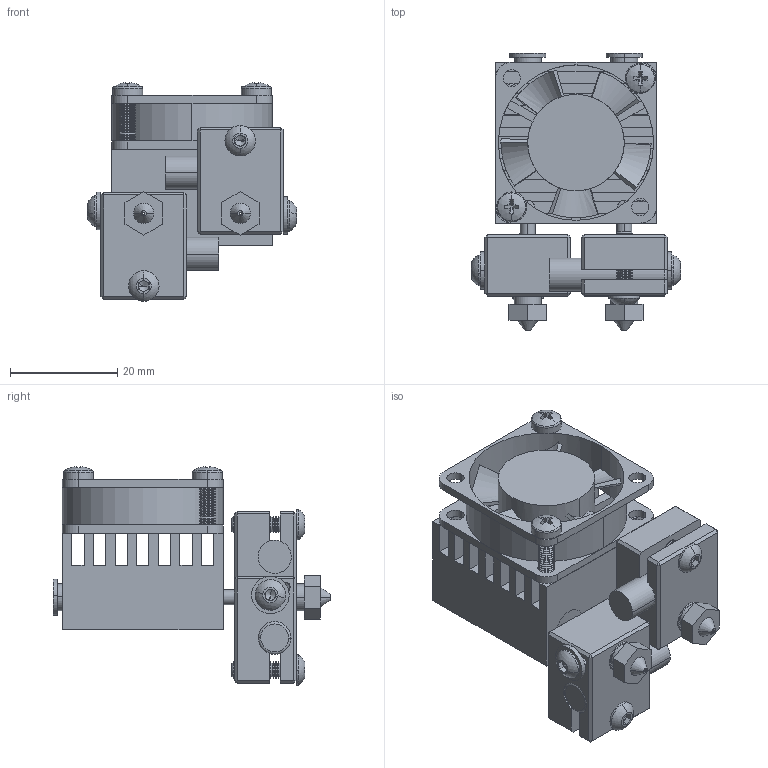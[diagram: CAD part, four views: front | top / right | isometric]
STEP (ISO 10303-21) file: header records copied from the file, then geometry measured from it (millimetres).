
FILE_DESCRIPTION (( 'STEP AP203' ), '1' );
FILE_NAME ('Chimera.STEP', '2015-02-14T05:38:45', ( 'Mike' ), ( '' ), 'SwSTEP 2.0', 'SolidWorks 2013', '' );
FILE_SCHEMA (( 'CONFIG_CONTROL_DESIGN' ));
Length unit declared in the file: millimetre
Products named in the file (17): v6 Ferrule; v6 Nozzle_.4; socket set screw oval point_am_B18.3.6M - M3 x 0.5 x 2.5 Hex Socket Oval Pt. SS --N; cartridge heater; Fan-House-30x30x10-Promoco_Fan-House-KDE0503PFB3-Promoco; socket button head cap screw_am_B18.3.4M - 3 x 0.5 x 3 SBHCS --N; Fan-30x30x10-Promoco_Fan-KDE0503PFB3-Promoco; socket button head cap screw_am_B18.3.4M - 3 x 0.5 x 12 SBHCS --S; Fan-DC-KDE0503PFB3-Promoco_Fan-DC-KDE0503PFB3-Promoco; flat washer narrow_am_B18.22M - Plain washer, 3 mm, narrow; pan cross head_am_B18.6.7M - M3 x 0.5 x 10 Type I Cross Recessed PHMS --10S; Cyclops Heat Break; Chimera; Chimera Heater Block; Cyclops Heatsink; v6 Coupling; v6 Heat Block
Assembly tree (23 placements, depth 3):
  Chimera
    Cyclops Heatsink
    Chimera Heater Block  x2
      v6 Heat Block
      v6 Nozzle_.4
      cartridge heater
      socket button head cap screw_am_B18.3.4M - 3 x 0.5 x 3 SBHCS --N
      socket button head cap screw_am_B18.3.4M - 3 x 0.5 x 12 SBHCS --S
      flat washer narrow_am_B18.22M - Plain washer, 3 mm, narrow
      Cyclops Heat Break
    v6 Coupling  x2
    v6 Ferrule  x2
    socket set screw oval point_am_B18.3.6M - M3 x 0.5 x 2.5 Hex Socket Oval Pt. SS --N  x4
    Fan-DC-KDE0503PFB3-Promoco_Fan-DC-KDE0503PFB3-Promoco
      Fan-House-30x30x10-Promoco_Fan-House-KDE0503PFB3-Promoco
      Fan-30x30x10-Promoco_Fan-KDE0503PFB3-Promoco
    pan cross head_am_B18.6.7M - M3 x 0.5 x 10 Type I Cross Recessed PHMS --10S  x2
Bounding box: 39.1 x 51.85 x 40.78 mm (x, y, z)
Volume: 23803.3 mm3; surface area: 21980.5 mm2
Topology: 27 solids, 27 shells, 1207 faces, 3043 edges, 1888 vertices
Faces by surface type: cone 430, cylinder 380, plane 351, sphere 20, torus 16, bspline 10
Entity records: 23632 total; most frequent: CARTESIAN_POINT 4429, DIRECTION 3875, ORIENTED_EDGE 3506, EDGE_CURVE 1753, AXIS2_PLACEMENT_3D 1519, VERTEX_POINT 1101, LINE 837, VECTOR 837
